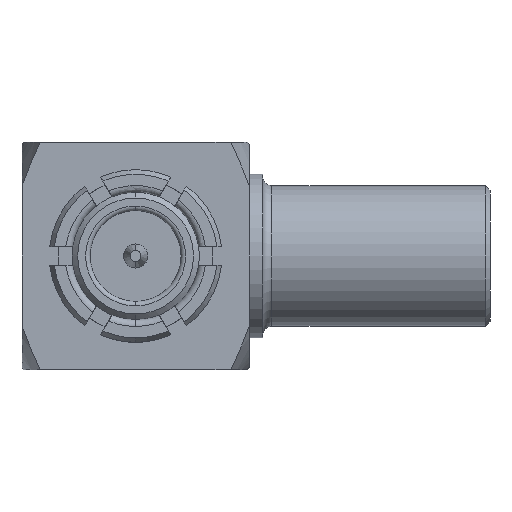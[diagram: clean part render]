
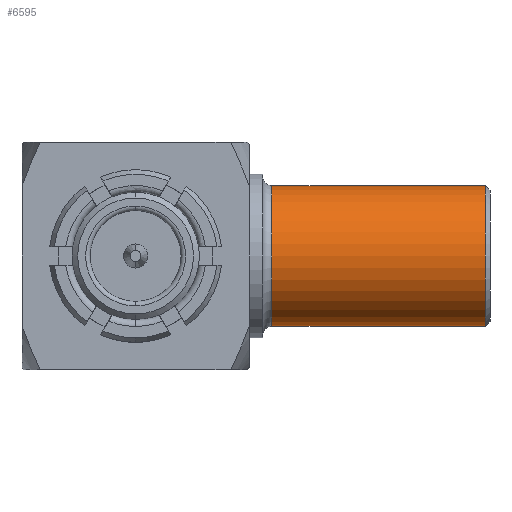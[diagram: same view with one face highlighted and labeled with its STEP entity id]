
A CAD part, left-side view. The second image highlights one B-rep face of the part: STEP entity #6595.
In plain terms, the highlighted cylindrical face has radius 1.55 mm (diameter 3.1 mm), a partial arc.
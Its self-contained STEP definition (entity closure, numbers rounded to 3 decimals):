
#111 = LINE ( 'NONE', #3623, #1618 ) ;
#335 = DIRECTION ( 'NONE',  ( 0., 1., 0. ) ) ;
#467 = ORIENTED_EDGE ( 'NONE', *, *, #8008, .F. ) ;
#811 = ORIENTED_EDGE ( 'NONE', *, *, #2855, .T. ) ;
#1006 = ORIENTED_EDGE ( 'NONE', *, *, #3772, .T. ) ;
#1091 = VERTEX_POINT ( 'NONE', #5448 ) ;
#1260 = CIRCLE ( 'NONE', #5319, 1.55 ) ;
#1303 = ORIENTED_EDGE ( 'NONE', *, *, #5394, .T. ) ;
#1385 = CARTESIAN_POINT ( 'NONE',  ( 6.1, 5.464, 1.55 ) ) ;
#1618 = VECTOR ( 'NONE', #335, 1000. ) ;
#1700 = VECTOR ( 'NONE', #5890, 1000. ) ;
#1919 = CARTESIAN_POINT ( 'NONE',  ( 6.1, -3., 0. ) ) ;
#2318 = AXIS2_PLACEMENT_3D ( 'NONE', #2934, #8039, #5509 ) ;
#2420 = CIRCLE ( 'NONE', #2588, 1.55 ) ;
#2527 = VERTEX_POINT ( 'NONE', #8057 ) ;
#2572 = VERTEX_POINT ( 'NONE', #4901 ) ;
#2578 = DIRECTION ( 'NONE',  ( 0., 0., -1. ) ) ;
#2588 = AXIS2_PLACEMENT_3D ( 'NONE', #1919, #6437, #2578 ) ;
#2855 = EDGE_CURVE ( 'NONE', #2572, #1091, #2420, .T. ) ;
#2934 = CARTESIAN_POINT ( 'NONE',  ( 6.1, 5.464, 0. ) ) ;
#3086 = EDGE_LOOP ( 'NONE', ( #1303, #1006, #811, #467 ) ) ;
#3490 = FACE_OUTER_BOUND ( 'NONE', #3086, .T. ) ;
#3555 = DIRECTION ( 'NONE',  ( 0., 1., 0. ) ) ;
#3623 = CARTESIAN_POINT ( 'NONE',  ( 6.1, 5.464, -1.55 ) ) ;
#3772 = EDGE_CURVE ( 'NONE', #6006, #2572, #8345, .T. ) ;
#4901 = CARTESIAN_POINT ( 'NONE',  ( 6.1, -3., 1.55 ) ) ;
#5319 = AXIS2_PLACEMENT_3D ( 'NONE', #7409, #3555, #8060 ) ;
#5394 = EDGE_CURVE ( 'NONE', #2527, #6006, #1260, .T. ) ;
#5448 = CARTESIAN_POINT ( 'NONE',  ( 6.1, -3., -1.55 ) ) ;
#5509 = DIRECTION ( 'NONE',  ( 0., 0., -1. ) ) ;
#5890 = DIRECTION ( 'NONE',  ( 0., 1., 0. ) ) ;
#6006 = VERTEX_POINT ( 'NONE', #7055 ) ;
#6437 = DIRECTION ( 'NONE',  ( 0., -1., 0. ) ) ;
#6595 = ADVANCED_FACE ( 'NONE', ( #3490 ), #7810, .T. ) ;
#7055 = CARTESIAN_POINT ( 'NONE',  ( 6.1, -7.7, 1.55 ) ) ;
#7409 = CARTESIAN_POINT ( 'NONE',  ( 6.1, -7.7, 0. ) ) ;
#7810 = CYLINDRICAL_SURFACE ( 'NONE', #2318, 1.55 ) ;
#8008 = EDGE_CURVE ( 'NONE', #2527, #1091, #111, .T. ) ;
#8039 = DIRECTION ( 'NONE',  ( 0., 1., 0. ) ) ;
#8057 = CARTESIAN_POINT ( 'NONE',  ( 6.1, -7.7, -1.55 ) ) ;
#8060 = DIRECTION ( 'NONE',  ( 0., 0., -1. ) ) ;
#8345 = LINE ( 'NONE', #1385, #1700 ) ;
